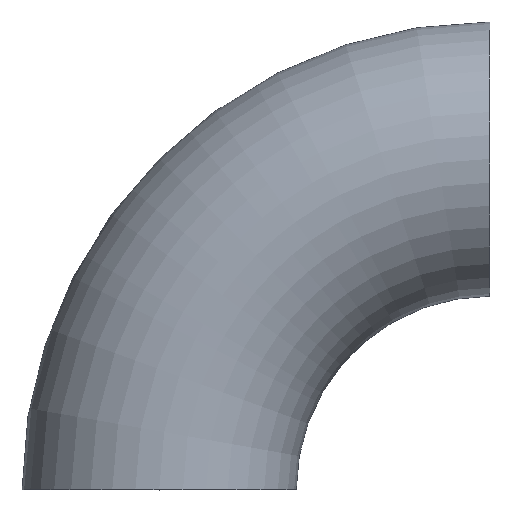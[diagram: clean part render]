
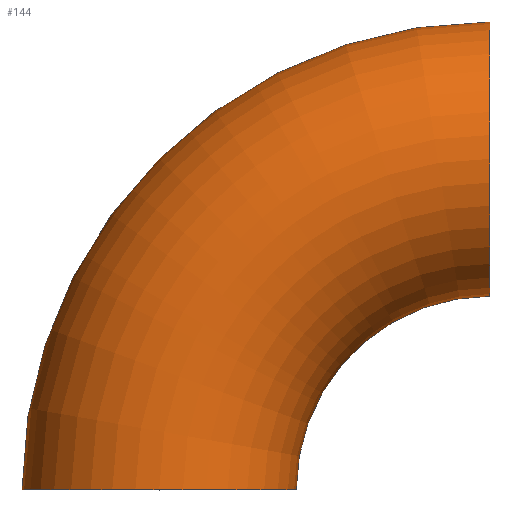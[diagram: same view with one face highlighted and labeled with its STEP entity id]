
A CAD part, top view. The second image highlights one B-rep face of the part: STEP entity #144.
In plain terms, the highlighted toroidal (fillet/blend) face has major radius 550 mm and minor radius 228 mm.
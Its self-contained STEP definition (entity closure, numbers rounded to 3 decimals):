
#5 = VERTEX_POINT ( 'NONE', #11 ) ;
#8 = DIRECTION ( 'NONE',  ( 0., 0., 1. ) ) ;
#9 = ORIENTED_EDGE ( 'NONE', *, *, #193, .F. ) ;
#11 = CARTESIAN_POINT ( 'NONE',  ( -228., 0., 0. ) ) ;
#12 = AXIS2_PLACEMENT_3D ( 'NONE', #92, #235, #32 ) ;
#19 = EDGE_CURVE ( 'NONE', #5, #242, #75, .T. ) ;
#31 = CARTESIAN_POINT ( 'NONE',  ( 550., 322., 0. ) ) ;
#32 = DIRECTION ( 'NONE',  ( 1., 0., 0. ) ) ;
#47 = EDGE_CURVE ( 'NONE', #223, #200, #72, .T. ) ;
#53 = DIRECTION ( 'NONE',  ( 0., 0., 1. ) ) ;
#62 = FACE_OUTER_BOUND ( 'NONE', #174, .T. ) ;
#66 = CARTESIAN_POINT ( 'NONE',  ( 550., 550., 0. ) ) ;
#72 = CIRCLE ( 'NONE', #239, 228. ) ;
#75 = CIRCLE ( 'NONE', #120, 228. ) ;
#76 = EDGE_CURVE ( 'NONE', #223, #5, #169, .T. ) ;
#85 = DIRECTION ( 'NONE',  ( 1., 0., 0. ) ) ;
#91 = AXIS2_PLACEMENT_3D ( 'NONE', #136, #212, #135 ) ;
#92 = CARTESIAN_POINT ( 'NONE',  ( 550., 0., 0. ) ) ;
#96 = CARTESIAN_POINT ( 'NONE',  ( 550., 0., 0. ) ) ;
#103 = AXIS2_PLACEMENT_3D ( 'NONE', #96, #53, #111 ) ;
#109 = CIRCLE ( 'NONE', #91, 322. ) ;
#111 = DIRECTION ( 'NONE',  ( 1., 0., 0. ) ) ;
#113 = CARTESIAN_POINT ( 'NONE',  ( 550., 778., 0. ) ) ;
#120 = AXIS2_PLACEMENT_3D ( 'NONE', #128, #226, #190 ) ;
#128 = CARTESIAN_POINT ( 'NONE',  ( 0., 0., 0. ) ) ;
#135 = DIRECTION ( 'NONE',  ( 1., 0., 0. ) ) ;
#136 = CARTESIAN_POINT ( 'NONE',  ( 550., 0., 0. ) ) ;
#144 = ADVANCED_FACE ( 'NONE', ( #62 ), #219, .T. ) ;
#160 = ORIENTED_EDGE ( 'NONE', *, *, #76, .T. ) ;
#169 = CIRCLE ( 'NONE', #12, 778. ) ;
#174 = EDGE_LOOP ( 'NONE', ( #229, #160, #225, #9 ) ) ;
#190 = DIRECTION ( 'NONE',  ( 0., 0., 1. ) ) ;
#193 = EDGE_CURVE ( 'NONE', #200, #242, #109, .T. ) ;
#195 = CARTESIAN_POINT ( 'NONE',  ( 228., 0., 0. ) ) ;
#200 = VERTEX_POINT ( 'NONE', #31 ) ;
#212 = DIRECTION ( 'NONE',  ( 0., 0., 1. ) ) ;
#219 = TOROIDAL_SURFACE ( 'NONE', #103, 550., 228. ) ;
#223 = VERTEX_POINT ( 'NONE', #113 ) ;
#225 = ORIENTED_EDGE ( 'NONE', *, *, #19, .T. ) ;
#226 = DIRECTION ( 'NONE',  ( 0., 1., 0. ) ) ;
#229 = ORIENTED_EDGE ( 'NONE', *, *, #47, .F. ) ;
#235 = DIRECTION ( 'NONE',  ( 0., 0., 1. ) ) ;
#239 = AXIS2_PLACEMENT_3D ( 'NONE', #66, #85, #8 ) ;
#242 = VERTEX_POINT ( 'NONE', #195 ) ;
